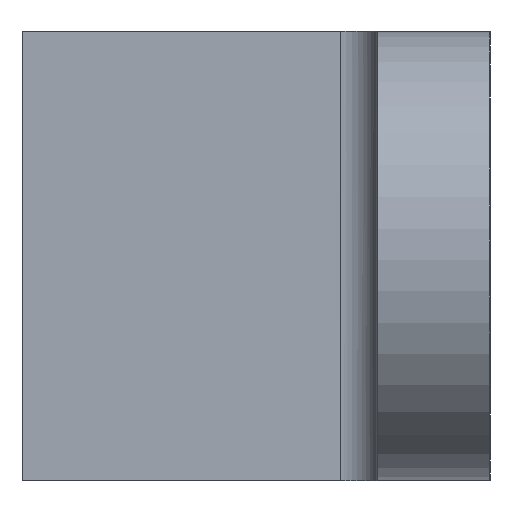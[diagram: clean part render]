
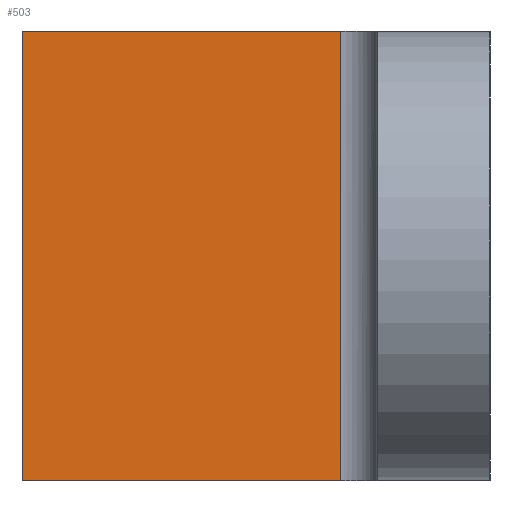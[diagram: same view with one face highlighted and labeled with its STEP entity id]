
A CAD part, left-side view. The second image highlights one B-rep face of the part: STEP entity #503.
In plain terms, the highlighted free-form (B-spline) face has degree [1, 1] with [2, 2] control points.
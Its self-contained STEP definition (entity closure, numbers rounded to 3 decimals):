
#243 = EDGE_CURVE('',#244,#246,#248,.T.);
#244 = VERTEX_POINT('',#245);
#245 = CARTESIAN_POINT('',(7.54,30.236,
    14.513));
#246 = VERTEX_POINT('',#247);
#247 = CARTESIAN_POINT('',(7.54,9.676,14.513
    ));
#248 = B_SPLINE_CURVE_WITH_KNOTS('',1,(#249,#250),.UNSPECIFIED.,.F.,.F.,
  (2,2),(-0.,17.),.PIECEWISE_BEZIER_KNOTS.);
#249 = CARTESIAN_POINT('',(7.54,30.236,
    14.513));
#250 = CARTESIAN_POINT('',(7.54,9.676,14.513
    ));
#339 = VERTEX_POINT('',#340);
#340 = CARTESIAN_POINT('',(7.54,30.236,
    -14.513));
#376 = VERTEX_POINT('',#377);
#377 = CARTESIAN_POINT('',(7.54,9.676,-14.513
    ));
#383 = EDGE_CURVE('',#339,#376,#384,.T.);
#384 = B_SPLINE_CURVE_WITH_KNOTS('',1,(#385,#386),.UNSPECIFIED.,.F.,.F.,
  (2,2),(-0.,17.),.PIECEWISE_BEZIER_KNOTS.);
#385 = CARTESIAN_POINT('',(7.54,30.236,
    -14.513));
#386 = CARTESIAN_POINT('',(7.54,9.676,-14.513
    ));
#503 = ADVANCED_FACE('',(#504),#518,.F.);
#504 = FACE_BOUND('',#505,.T.);
#505 = EDGE_LOOP('',(#506,#507,#512,#513));
#506 = ORIENTED_EDGE('',*,*,#383,.T.);
#507 = ORIENTED_EDGE('',*,*,#508,.T.);
#508 = EDGE_CURVE('',#376,#246,#509,.T.);
#509 = B_SPLINE_CURVE_WITH_KNOTS('',1,(#510,#511),.UNSPECIFIED.,.F.,.F.,
  (2,2),(0.,24.),.PIECEWISE_BEZIER_KNOTS.);
#510 = CARTESIAN_POINT('',(7.54,9.676,-14.513
    ));
#511 = CARTESIAN_POINT('',(7.54,9.676,14.513
    ));
#512 = ORIENTED_EDGE('',*,*,#243,.F.);
#513 = ORIENTED_EDGE('',*,*,#514,.F.);
#514 = EDGE_CURVE('',#339,#244,#515,.T.);
#515 = B_SPLINE_CURVE_WITH_KNOTS('',1,(#516,#517),.UNSPECIFIED.,.F.,.F.,
  (2,2),(0.,24.),.PIECEWISE_BEZIER_KNOTS.);
#516 = CARTESIAN_POINT('',(7.54,30.236,
    -14.513));
#517 = CARTESIAN_POINT('',(7.54,30.236,
    14.513));
#518 = B_SPLINE_SURFACE_WITH_KNOTS('',1,1,(
    (#519,#520)
    ,(#521,#522
    )),.UNSPECIFIED.,.F.,.F.,.F.,(2,2),(2,2),(-24.,0.),(-17.,0.),
  .PIECEWISE_BEZIER_KNOTS.);
#519 = CARTESIAN_POINT('',(7.54,9.676,14.513
    ));
#520 = CARTESIAN_POINT('',(7.54,30.236,
    14.513));
#521 = CARTESIAN_POINT('',(7.54,9.676,-14.513
    ));
#522 = CARTESIAN_POINT('',(7.54,30.236,
    -14.513));
